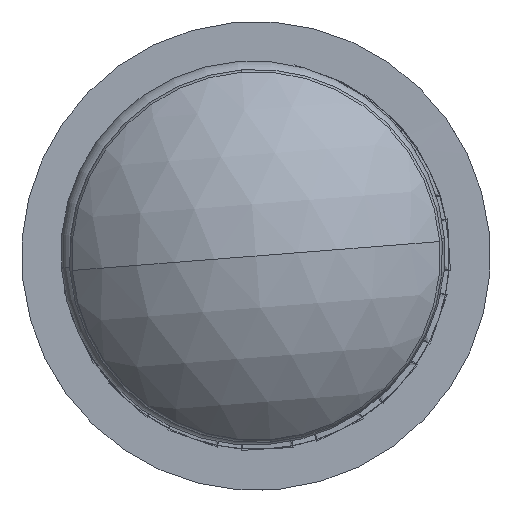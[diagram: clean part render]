
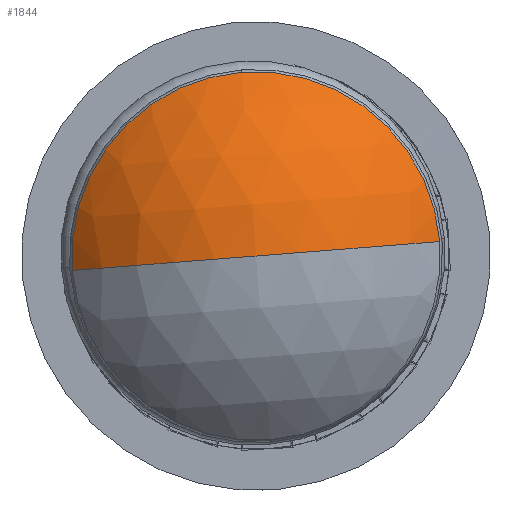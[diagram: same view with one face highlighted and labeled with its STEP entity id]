
A CAD part, front view. The second image highlights one B-rep face of the part: STEP entity #1844.
In plain terms, the highlighted spherical face has radius 5.715 mm.
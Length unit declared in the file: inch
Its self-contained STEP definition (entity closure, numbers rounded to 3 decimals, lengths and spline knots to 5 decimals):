
#1465 = EDGE_CURVE ( 'NONE', #3612, #3613, #6524, .T. ) ;
#1466 = EDGE_CURVE ( 'NONE', #3612, #3631, #6523, .T. ) ;
#1467 = EDGE_CURVE ( 'NONE', #3630, #3631, #6528, .T. ) ;
#1468 = EDGE_CURVE ( 'NONE', #3613, #3630, #6532, .T. ) ;
#1844 = ADVANCED_FACE ( 'NONE', ( #6873 ), #6874, .T. ) ;
#2160 = ORIENTED_EDGE ( 'NONE', *, *, #1465, .F. ) ;
#2161 = ORIENTED_EDGE ( 'NONE', *, *, #1466, .T. ) ;
#2162 = ORIENTED_EDGE ( 'NONE', *, *, #1467, .F. ) ;
#2163 = ORIENTED_EDGE ( 'NONE', *, *, #1468, .F. ) ;
#3612 = VERTEX_POINT ( 'NONE', #12853 ) ;
#3613 = VERTEX_POINT ( 'NONE', #12854 ) ;
#3630 = VERTEX_POINT ( 'NONE', #12871 ) ;
#3631 = VERTEX_POINT ( 'NONE', #12872 ) ;
#4930 = EDGE_LOOP ( 'NONE', ( #2160, #2161, #2162, #2163 ) ) ;
#6523 = CIRCLE ( 'NONE', #6535, 0.225 ) ;
#6524 = CIRCLE ( 'NONE', #6530, 0.225 ) ;
#6528 = CIRCLE ( 'NONE', #6537, 0.16978 ) ;
#6530 = AXIS2_PLACEMENT_3D ( 'NONE', #6726, #6727, #6728 ) ;
#6532 = CIRCLE ( 'NONE', #6539, 0.16978 ) ;
#6535 = AXIS2_PLACEMENT_3D ( 'NONE', #6729, #6730, #6731 ) ;
#6537 = AXIS2_PLACEMENT_3D ( 'NONE', #6732, #6733, #6734 ) ;
#6539 = AXIS2_PLACEMENT_3D ( 'NONE', #6735, #6736, #6737 ) ;
#6726 = CARTESIAN_POINT ( 'NONE',  ( 0., 0., 0. ) ) ;
#6727 = DIRECTION ( 'NONE',  ( 0., 0., -1. ) ) ;
#6728 = DIRECTION ( 'NONE',  ( -1., 0., 0. ) ) ;
#6729 = CARTESIAN_POINT ( 'NONE',  ( 0., 0., 0. ) ) ;
#6730 = DIRECTION ( 'NONE',  ( 0., 0., 1. ) ) ;
#6731 = DIRECTION ( 'NONE',  ( 0., -1., 0. ) ) ;
#6732 = CARTESIAN_POINT ( 'NONE',  ( -0.14765, 0., 0. ) ) ;
#6733 = DIRECTION ( 'NONE',  ( 1., 0., 0. ) ) ;
#6734 = DIRECTION ( 'NONE',  ( 0., 0., -1. ) ) ;
#6735 = CARTESIAN_POINT ( 'NONE',  ( -0.14765, 0., 0. ) ) ;
#6736 = DIRECTION ( 'NONE',  ( 1., 0., 0. ) ) ;
#6737 = DIRECTION ( 'NONE',  ( 0., 0., -1. ) ) ;
#6871 = CARTESIAN_POINT ( 'NONE',  ( 0., 0., 0. ) ) ;
#6873 = FACE_OUTER_BOUND ( 'NONE', #4930, .T. ) ;
#6874 = SPHERICAL_SURFACE ( 'NONE', #11757, 0.225 ) ;
#6877 = DIRECTION ( 'NONE',  ( 0., 0., 1. ) ) ;
#6878 = DIRECTION ( 'NONE',  ( 0., 1., 0. ) ) ;
#11757 = AXIS2_PLACEMENT_3D ( 'NONE', #6871, #6877, #6878 ) ;
#12853 = CARTESIAN_POINT ( 'NONE',  ( -0.225, 0., 0. ) ) ;
#12854 = CARTESIAN_POINT ( 'NONE',  ( -0.14765, 0.16978, 0. ) ) ;
#12871 = CARTESIAN_POINT ( 'NONE',  ( -0.14765, 0., 0.16978 ) ) ;
#12872 = CARTESIAN_POINT ( 'NONE',  ( -0.14765, -0.16978, 0. ) ) ;
